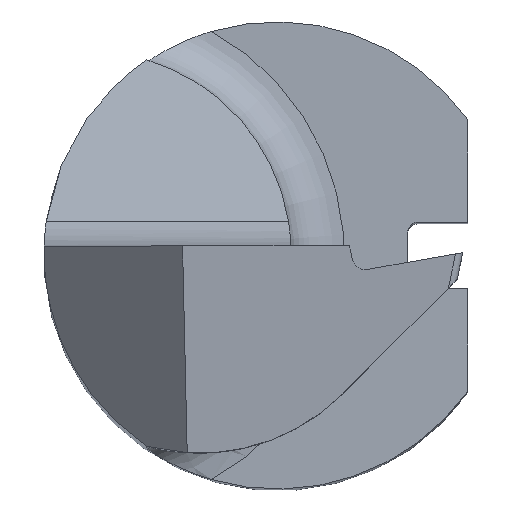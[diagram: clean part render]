
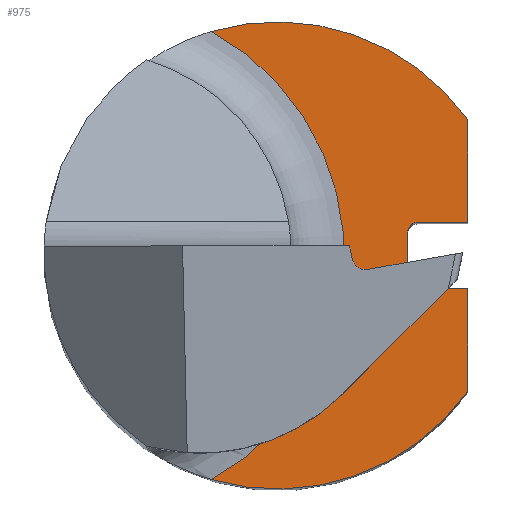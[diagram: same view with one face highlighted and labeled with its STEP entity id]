
A CAD part, top view. The second image highlights one B-rep face of the part: STEP entity #975.
In plain terms, the highlighted planar face has unit normal (0, 0, 1).
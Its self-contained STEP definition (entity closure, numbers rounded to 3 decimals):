
#5 = CARTESIAN_POINT ( 'NONE',  ( -0.99, -3.357, 15. ) ) ;
#12 = CARTESIAN_POINT ( 'NONE',  ( 2.1, 0.35, 15. ) ) ;
#34 = AXIS2_PLACEMENT_3D ( 'NONE', #423, #662, #986 ) ;
#44 = DIRECTION ( 'NONE',  ( 0., 0., 1. ) ) ;
#51 = ORIENTED_EDGE ( 'NONE', *, *, #660, .T. ) ;
#53 = EDGE_CURVE ( 'NONE', #57, #674, #152, .T. ) ;
#57 = VERTEX_POINT ( 'NONE', #508 ) ;
#78 = DIRECTION ( 'NONE',  ( 0., 1., 0. ) ) ;
#82 = VECTOR ( 'NONE', #78, 1000. ) ;
#97 = DIRECTION ( 'NONE',  ( 1., 0., 0. ) ) ;
#111 = ORIENTED_EDGE ( 'NONE', *, *, #162, .T. ) ;
#144 = CARTESIAN_POINT ( 'NONE',  ( 2.1, -0.5, 15. ) ) ;
#146 = ORIENTED_EDGE ( 'NONE', *, *, #770, .T. ) ;
#152 = CIRCLE ( 'NONE', #239, 3.5 ) ;
#162 = EDGE_CURVE ( 'NONE', #255, #690, #310, .T. ) ;
#182 = EDGE_CURVE ( 'NONE', #255, #1010, #844, .T. ) ;
#184 = DIRECTION ( 'NONE',  ( 0., 1., 0. ) ) ;
#186 = AXIS2_PLACEMENT_3D ( 'NONE', #896, #44, #736 ) ;
#196 = DIRECTION ( 'NONE',  ( 1., 0., 0. ) ) ;
#217 = CARTESIAN_POINT ( 'NONE',  ( 0., 0., 15. ) ) ;
#221 = CARTESIAN_POINT ( 'NONE',  ( 1.95, -0.35, 15. ) ) ;
#230 = EDGE_CURVE ( 'NONE', #769, #57, #782, .T. ) ;
#237 = VERTEX_POINT ( 'NONE', #144 ) ;
#239 = AXIS2_PLACEMENT_3D ( 'NONE', #900, #601, #196 ) ;
#251 = CIRCLE ( 'NONE', #860, 3.5 ) ;
#255 = VERTEX_POINT ( 'NONE', #397 ) ;
#256 = CARTESIAN_POINT ( 'NONE',  ( 2.85, -0.5, 15. ) ) ;
#272 = PLANE ( 'NONE',  #186 ) ;
#274 = CIRCLE ( 'NONE', #963, 3.827 ) ;
#310 = CIRCLE ( 'NONE', #987, 0.15 ) ;
#319 = DIRECTION ( 'NONE',  ( 1., 0., 0. ) ) ;
#323 = ORIENTED_EDGE ( 'NONE', *, *, #391, .T. ) ;
#342 = LINE ( 'NONE', #889, #613 ) ;
#344 = DIRECTION ( 'NONE',  ( 1., 0., 0. ) ) ;
#352 = ORIENTED_EDGE ( 'NONE', *, *, #456, .T. ) ;
#354 = CIRCLE ( 'NONE', #34, 0.15 ) ;
#357 = VERTEX_POINT ( 'NONE', #256 ) ;
#369 = DIRECTION ( 'NONE',  ( 0., 0., 1. ) ) ;
#372 = ORIENTED_EDGE ( 'NONE', *, *, #182, .F. ) ;
#378 = VECTOR ( 'NONE', #344, 1000. ) ;
#391 = EDGE_CURVE ( 'NONE', #488, #357, #342, .T. ) ;
#397 = CARTESIAN_POINT ( 'NONE',  ( 1.95, 0.35, 15. ) ) ;
#423 = CARTESIAN_POINT ( 'NONE',  ( 2.1, -0.35, 15. ) ) ;
#447 = ORIENTED_EDGE ( 'NONE', *, *, #230, .T. ) ;
#456 = EDGE_CURVE ( 'NONE', #796, #488, #251, .T. ) ;
#479 = LINE ( 'NONE', #1023, #873 ) ;
#480 = CARTESIAN_POINT ( 'NONE',  ( 2.85, 2.032, 15. ) ) ;
#488 = VERTEX_POINT ( 'NONE', #835 ) ;
#492 = CARTESIAN_POINT ( 'NONE',  ( 64.45, -0.5, 15. ) ) ;
#508 = CARTESIAN_POINT ( 'NONE',  ( 2.85, 2.032, 15. ) ) ;
#553 = DIRECTION ( 'NONE',  ( 1., 0., 0. ) ) ;
#560 = CARTESIAN_POINT ( 'NONE',  ( 2.85, 0.5, 15. ) ) ;
#578 = FACE_OUTER_BOUND ( 'NONE', #816, .T. ) ;
#601 = DIRECTION ( 'NONE',  ( 0., 0., 1. ) ) ;
#613 = VECTOR ( 'NONE', #184, 1000. ) ;
#637 = DIRECTION ( 'NONE',  ( 0., 0., -1. ) ) ;
#651 = LINE ( 'NONE', #492, #378 ) ;
#654 = CARTESIAN_POINT ( 'NONE',  ( -2.827, 0., 15. ) ) ;
#660 = EDGE_CURVE ( 'NONE', #690, #769, #479, .T. ) ;
#662 = DIRECTION ( 'NONE',  ( 0., 0., -1. ) ) ;
#674 = VERTEX_POINT ( 'NONE', #930 ) ;
#690 = VERTEX_POINT ( 'NONE', #861 ) ;
#707 = DIRECTION ( 'NONE',  ( 0., -1., 0. ) ) ;
#732 = VECTOR ( 'NONE', #707, 1000. ) ;
#736 = DIRECTION ( 'NONE',  ( 1., 0., 0. ) ) ;
#762 = ORIENTED_EDGE ( 'NONE', *, *, #980, .T. ) ;
#769 = VERTEX_POINT ( 'NONE', #560 ) ;
#770 = EDGE_CURVE ( 'NONE', #674, #796, #274, .T. ) ;
#781 = CARTESIAN_POINT ( 'NONE',  ( 1.95, 0.5, 15. ) ) ;
#782 = LINE ( 'NONE', #480, #82 ) ;
#784 = EDGE_CURVE ( 'NONE', #237, #357, #651, .T. ) ;
#796 = VERTEX_POINT ( 'NONE', #5 ) ;
#816 = EDGE_LOOP ( 'NONE', ( #969, #146, #352, #323, #1026, #762, #372, #111, #51, #447 ) ) ;
#835 = CARTESIAN_POINT ( 'NONE',  ( 2.85, -2.032, 15. ) ) ;
#844 = LINE ( 'NONE', #781, #732 ) ;
#860 = AXIS2_PLACEMENT_3D ( 'NONE', #217, #369, #919 ) ;
#861 = CARTESIAN_POINT ( 'NONE',  ( 2.1, 0.5, 15. ) ) ;
#873 = VECTOR ( 'NONE', #319, 1000. ) ;
#889 = CARTESIAN_POINT ( 'NONE',  ( 2.85, 2.032, 15. ) ) ;
#896 = CARTESIAN_POINT ( 'NONE',  ( -0.325, -0.054, 15. ) ) ;
#900 = CARTESIAN_POINT ( 'NONE',  ( 0., 0., 15. ) ) ;
#919 = DIRECTION ( 'NONE',  ( 1., 0., 0. ) ) ;
#930 = CARTESIAN_POINT ( 'NONE',  ( -0.99, 3.357, 15. ) ) ;
#963 = AXIS2_PLACEMENT_3D ( 'NONE', #654, #970, #97 ) ;
#969 = ORIENTED_EDGE ( 'NONE', *, *, #53, .T. ) ;
#970 = DIRECTION ( 'NONE',  ( 0., 0., -1. ) ) ;
#975 = ADVANCED_FACE ( 'NONE', ( #578 ), #272, .T. ) ;
#980 = EDGE_CURVE ( 'NONE', #237, #1010, #354, .T. ) ;
#986 = DIRECTION ( 'NONE',  ( 1., 0., 0. ) ) ;
#987 = AXIS2_PLACEMENT_3D ( 'NONE', #12, #637, #553 ) ;
#1010 = VERTEX_POINT ( 'NONE', #221 ) ;
#1023 = CARTESIAN_POINT ( 'NONE',  ( 64.45, 0.5, 15. ) ) ;
#1026 = ORIENTED_EDGE ( 'NONE', *, *, #784, .F. ) ;
